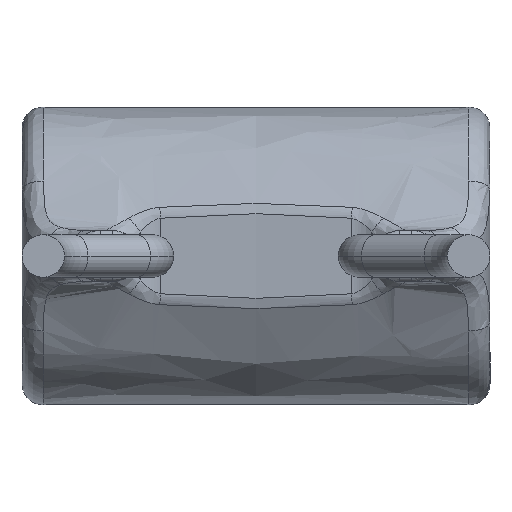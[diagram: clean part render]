
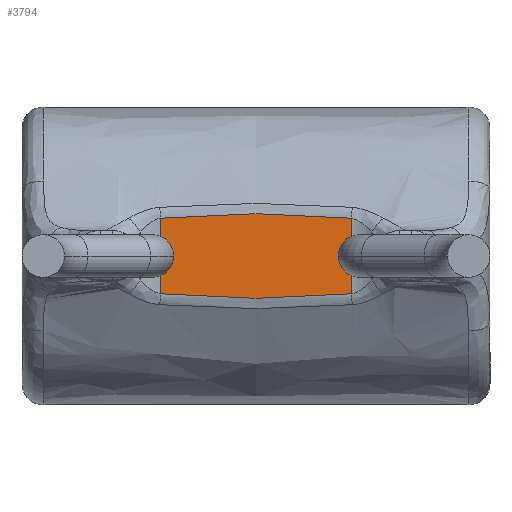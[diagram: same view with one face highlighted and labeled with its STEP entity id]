
A CAD part, front view. The second image highlights one B-rep face of the part: STEP entity #3794.
In plain terms, the highlighted cylindrical face has radius 20.885 mm (diameter 41.77 mm), a partial arc.
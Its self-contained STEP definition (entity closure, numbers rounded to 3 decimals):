
#93 = CARTESIAN_POINT ( 'NONE',  ( 0.746, 9.69, 0.478 ) ) ;
#349 = CARTESIAN_POINT ( 'NONE',  ( 1.119, 9.67, 1.75 ) ) ;
#351 = LINE ( 'NONE', #349, #5563 ) ;
#503 = VERTEX_POINT ( 'NONE', #4066 ) ;
#639 = ORIENTED_EDGE ( 'NONE', *, *, #2142, .T. ) ;
#816 = DIRECTION ( 'NONE',  ( 0., 0., -1. ) ) ;
#966 = EDGE_LOOP ( 'NONE', ( #1291, #5657, #4521, #639 ) ) ;
#1066 = EDGE_CURVE ( 'NONE', #5302, #503, #6187, .T. ) ;
#1291 = ORIENTED_EDGE ( 'NONE', *, *, #1066, .T. ) ;
#1502 = DIRECTION ( 'NONE',  ( 0., 0., -1. ) ) ;
#1623 = CARTESIAN_POINT ( 'NONE',  ( -0.746, 9.69, 0.478 ) ) ;
#1772 = CARTESIAN_POINT ( 'NONE',  ( 0., 9.71, -0.517 ) ) ;
#1776 = CYLINDRICAL_SURFACE ( 'NONE', #2755, 20.885 ) ;
#1863 = CARTESIAN_POINT ( 'NONE',  ( -0.746, 9.69, -0.478 ) ) ;
#1930 = CARTESIAN_POINT ( 'NONE',  ( -1.119, 9.67, 0.444 ) ) ;
#2142 = EDGE_CURVE ( 'NONE', #2695, #5302, #3833, .T. ) ;
#2341 = CARTESIAN_POINT ( 'NONE',  ( -1.119, 9.67, -0.444 ) ) ;
#2354 = EDGE_CURVE ( 'NONE', #2695, #4426, #351, .T. ) ;
#2583 = CARTESIAN_POINT ( 'NONE',  ( 1.119, 9.67, -0.444 ) ) ;
#2695 = VERTEX_POINT ( 'NONE', #6510 ) ;
#2755 = AXIS2_PLACEMENT_3D ( 'NONE', #5358, #3393, #6300 ) ;
#3361 = CARTESIAN_POINT ( 'NONE',  ( 0.746, 9.69, -0.478 ) ) ;
#3393 = DIRECTION ( 'NONE',  ( 0., 0., -1. ) ) ;
#3618 = CARTESIAN_POINT ( 'NONE',  ( -1.119, 9.67, 0.444 ) ) ;
#3794 = ADVANCED_FACE ( 'NONE', ( #5853 ), #1776, .F. ) ;
#3833 = B_SPLINE_CURVE_WITH_KNOTS ( 'NONE', 3,
 ( #6078, #93, #5589, #1623, #3618 ),
 .UNSPECIFIED., .F., .F.,
 ( 4, 1, 4 ),
 ( 0., 0.001, 0.002 ),
 .UNSPECIFIED. ) ;
#4066 = CARTESIAN_POINT ( 'NONE',  ( -1.119, 9.67, -0.444 ) ) ;
#4426 = VERTEX_POINT ( 'NONE', #2583 ) ;
#4521 = ORIENTED_EDGE ( 'NONE', *, *, #2354, .F. ) ;
#4752 = EDGE_CURVE ( 'NONE', #503, #4426, #6392, .T. ) ;
#5051 = CARTESIAN_POINT ( 'NONE',  ( -1.119, 9.67, 1.75 ) ) ;
#5302 = VERTEX_POINT ( 'NONE', #1930 ) ;
#5358 = CARTESIAN_POINT ( 'NONE',  ( 0., -11.185, 1.75 ) ) ;
#5558 = VECTOR ( 'NONE', #1502, 1000. ) ;
#5563 = VECTOR ( 'NONE', #816, 1000. ) ;
#5589 = CARTESIAN_POINT ( 'NONE',  ( 0., 9.71, 0.517 ) ) ;
#5657 = ORIENTED_EDGE ( 'NONE', *, *, #4752, .T. ) ;
#5780 = CARTESIAN_POINT ( 'NONE',  ( 1.119, 9.67, -0.444 ) ) ;
#5853 = FACE_OUTER_BOUND ( 'NONE', #966, .T. ) ;
#6078 = CARTESIAN_POINT ( 'NONE',  ( 1.119, 9.67, 0.444 ) ) ;
#6187 = LINE ( 'NONE', #5051, #5558 ) ;
#6300 = DIRECTION ( 'NONE',  ( -1., 0., 0. ) ) ;
#6392 = B_SPLINE_CURVE_WITH_KNOTS ( 'NONE', 3,
 ( #2341, #1863, #1772, #3361, #5780 ),
 .UNSPECIFIED., .F., .F.,
 ( 4, 1, 4 ),
 ( 0., 0.001, 0.002 ),
 .UNSPECIFIED. ) ;
#6510 = CARTESIAN_POINT ( 'NONE',  ( 1.119, 9.67, 0.444 ) ) ;
